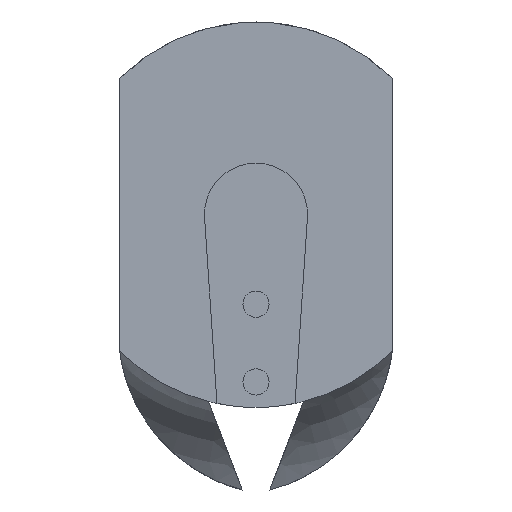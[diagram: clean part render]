
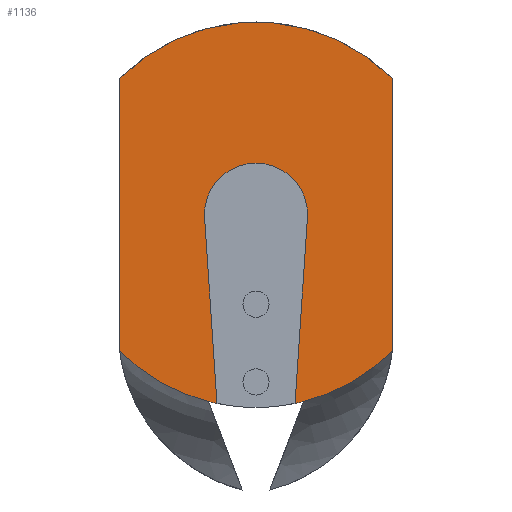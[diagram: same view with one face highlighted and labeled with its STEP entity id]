
A CAD part, left-side view. The second image highlights one B-rep face of the part: STEP entity #1136.
In plain terms, the highlighted planar face has unit normal (-1, 0, 0).
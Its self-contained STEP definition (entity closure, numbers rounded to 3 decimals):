
#112 = DIRECTION ( 'NONE',  ( -1., 0., 0. ) ) ;
#145 = VECTOR ( 'NONE', #1251, 1000. ) ;
#174 = LINE ( 'NONE', #2431, #471 ) ;
#237 = CIRCLE ( 'NONE', #845, 3.75 ) ;
#261 = EDGE_CURVE ( 'NONE', #1563, #1363, #971, .T. ) ;
#328 = EDGE_CURVE ( 'NONE', #632, #1206, #2490, .T. ) ;
#338 = DIRECTION ( 'NONE',  ( -1., 0., 0. ) ) ;
#355 = DIRECTION ( 'NONE',  ( 0., 0., 1. ) ) ;
#362 = ORIENTED_EDGE ( 'NONE', *, *, #1103, .T. ) ;
#370 = DIRECTION ( 'NONE',  ( 0., 0., 1. ) ) ;
#381 = PLANE ( 'NONE',  #2075 ) ;
#383 = DIRECTION ( 'NONE',  ( -1., 0., 0. ) ) ;
#386 = EDGE_CURVE ( 'NONE', #731, #1742, #2172, .T. ) ;
#389 = CARTESIAN_POINT ( 'NONE',  ( -8., 10., 0. ) ) ;
#394 = AXIS2_PLACEMENT_3D ( 'NONE', #796, #383, #1760 ) ;
#403 = DIRECTION ( 'NONE',  ( 0., 0., 1. ) ) ;
#430 = CARTESIAN_POINT ( 'NONE',  ( -8., 12.836, -13.71 ) ) ;
#470 = EDGE_CURVE ( 'NONE', #1363, #1838, #237, .T. ) ;
#471 = VECTOR ( 'NONE', #1806, 1000. ) ;
#500 = CARTESIAN_POINT ( 'NONE',  ( -8., 19.904, 0. ) ) ;
#505 = EDGE_CURVE ( 'NONE', #2492, #731, #625, .T. ) ;
#519 = VERTEX_POINT ( 'NONE', #2475 ) ;
#537 = ORIENTED_EDGE ( 'NONE', *, *, #505, .T. ) ;
#560 = DIRECTION ( 'NONE',  ( -1., 0., 0. ) ) ;
#565 = CARTESIAN_POINT ( 'NONE',  ( -8., 6.25, 0. ) ) ;
#569 = EDGE_LOOP ( 'NONE', ( #2567, #537, #1558, #362, #1711, #1749, #2332, #2496, #2365, #833, #1332 ) ) ;
#587 = AXIS2_PLACEMENT_3D ( 'NONE', #2222, #1215, #2211 ) ;
#602 = CARTESIAN_POINT ( 'NONE',  ( -8., 13.46, -13.566 ) ) ;
#625 = LINE ( 'NONE', #500, #1438 ) ;
#632 = VERTEX_POINT ( 'NONE', #2521 ) ;
#641 = DIRECTION ( 'NONE',  ( 0., -0.067, 0.998 ) ) ;
#688 = EDGE_CURVE ( 'NONE', #1214, #519, #1095, .T. ) ;
#703 = EDGE_CURVE ( 'NONE', #1206, #2492, #850, .T. ) ;
#731 = VERTEX_POINT ( 'NONE', #1413 ) ;
#745 = CARTESIAN_POINT ( 'NONE',  ( -8., 10., 0. ) ) ;
#785 = CARTESIAN_POINT ( 'NONE',  ( -8., 10., 0. ) ) ;
#796 = CARTESIAN_POINT ( 'NONE',  ( -8., 10., 0. ) ) ;
#811 = CARTESIAN_POINT ( 'NONE',  ( -8., 19.904, 9.895 ) ) ;
#824 = EDGE_CURVE ( 'NONE', #1838, #2472, #174, .T. ) ;
#833 = ORIENTED_EDGE ( 'NONE', *, *, #1544, .T. ) ;
#845 = AXIS2_PLACEMENT_3D ( 'NONE', #1301, #112, #1487 ) ;
#850 = CIRCLE ( 'NONE', #1990, 14. ) ;
#888 = EDGE_CURVE ( 'NONE', #1214, #1563, #2486, .T. ) ;
#918 = DIRECTION ( 'NONE',  ( 0., 0., 1. ) ) ;
#971 = CIRCLE ( 'NONE', #587, 3.75 ) ;
#983 = CARTESIAN_POINT ( 'NONE',  ( -8., 10., 0. ) ) ;
#1095 = CIRCLE ( 'NONE', #394, 14. ) ;
#1099 = CARTESIAN_POINT ( 'NONE',  ( -8., 10., 0. ) ) ;
#1103 = EDGE_CURVE ( 'NONE', #1742, #2472, #2322, .T. ) ;
#1136 = ADVANCED_FACE ( 'NONE', ( #2170 ), #381, .T. ) ;
#1206 = VERTEX_POINT ( 'NONE', #1561 ) ;
#1214 = VERTEX_POINT ( 'NONE', #1254 ) ;
#1215 = DIRECTION ( 'NONE',  ( -1., 0., 0. ) ) ;
#1251 = DIRECTION ( 'NONE',  ( 0., 0., 1. ) ) ;
#1254 = CARTESIAN_POINT ( 'NONE',  ( -8., 7.164, -13.71 ) ) ;
#1282 = CARTESIAN_POINT ( 'NONE',  ( -8., 0.096, 0. ) ) ;
#1301 = CARTESIAN_POINT ( 'NONE',  ( -8., 10., 0. ) ) ;
#1332 = ORIENTED_EDGE ( 'NONE', *, *, #328, .T. ) ;
#1350 = DIRECTION ( 'NONE',  ( 0., 0., 1. ) ) ;
#1363 = VERTEX_POINT ( 'NONE', #2264 ) ;
#1413 = CARTESIAN_POINT ( 'NONE',  ( -8., 19.904, -9.895 ) ) ;
#1437 = CARTESIAN_POINT ( 'NONE',  ( -8., 6.267, -0.249 ) ) ;
#1438 = VECTOR ( 'NONE', #1517, 1000. ) ;
#1457 = AXIS2_PLACEMENT_3D ( 'NONE', #745, #560, #1350 ) ;
#1487 = DIRECTION ( 'NONE',  ( 0., 0., 1. ) ) ;
#1490 = CIRCLE ( 'NONE', #2362, 14. ) ;
#1517 = DIRECTION ( 'NONE',  ( 0., 0., -1. ) ) ;
#1544 = EDGE_CURVE ( 'NONE', #519, #632, #1490, .T. ) ;
#1558 = ORIENTED_EDGE ( 'NONE', *, *, #386, .T. ) ;
#1561 = CARTESIAN_POINT ( 'NONE',  ( -8., 0.096, 9.895 ) ) ;
#1563 = VERTEX_POINT ( 'NONE', #565 ) ;
#1572 = DIRECTION ( 'NONE',  ( -1., 0., 0. ) ) ;
#1711 = ORIENTED_EDGE ( 'NONE', *, *, #824, .F. ) ;
#1742 = VERTEX_POINT ( 'NONE', #602 ) ;
#1749 = ORIENTED_EDGE ( 'NONE', *, *, #470, .F. ) ;
#1760 = DIRECTION ( 'NONE',  ( 0., 0., 1. ) ) ;
#1806 = DIRECTION ( 'NONE',  ( 0., -0.067, -0.998 ) ) ;
#1838 = VERTEX_POINT ( 'NONE', #2435 ) ;
#1908 = AXIS2_PLACEMENT_3D ( 'NONE', #1099, #338, #918 ) ;
#1990 = AXIS2_PLACEMENT_3D ( 'NONE', #785, #2165, #403 ) ;
#2075 = AXIS2_PLACEMENT_3D ( 'NONE', #983, #1572, #355 ) ;
#2137 = VECTOR ( 'NONE', #641, 1000. ) ;
#2165 = DIRECTION ( 'NONE',  ( -1., 0., 0. ) ) ;
#2169 = DIRECTION ( 'NONE',  ( -1., 0., 0. ) ) ;
#2170 = FACE_OUTER_BOUND ( 'NONE', #569, .T. ) ;
#2172 = CIRCLE ( 'NONE', #1908, 14. ) ;
#2211 = DIRECTION ( 'NONE',  ( 0., 0., 1. ) ) ;
#2222 = CARTESIAN_POINT ( 'NONE',  ( -8., 10., 0. ) ) ;
#2264 = CARTESIAN_POINT ( 'NONE',  ( -8., 10., 3.75 ) ) ;
#2322 = CIRCLE ( 'NONE', #1457, 14. ) ;
#2332 = ORIENTED_EDGE ( 'NONE', *, *, #261, .F. ) ;
#2362 = AXIS2_PLACEMENT_3D ( 'NONE', #389, #2169, #370 ) ;
#2365 = ORIENTED_EDGE ( 'NONE', *, *, #688, .T. ) ;
#2431 = CARTESIAN_POINT ( 'NONE',  ( -8., 13.75, 0. ) ) ;
#2435 = CARTESIAN_POINT ( 'NONE',  ( -8., 13.75, 0. ) ) ;
#2472 = VERTEX_POINT ( 'NONE', #430 ) ;
#2475 = CARTESIAN_POINT ( 'NONE',  ( -8., 6.54, -13.566 ) ) ;
#2486 = LINE ( 'NONE', #1437, #2137 ) ;
#2490 = LINE ( 'NONE', #1282, #145 ) ;
#2492 = VERTEX_POINT ( 'NONE', #811 ) ;
#2496 = ORIENTED_EDGE ( 'NONE', *, *, #888, .F. ) ;
#2521 = CARTESIAN_POINT ( 'NONE',  ( -8., 0.096, -9.895 ) ) ;
#2567 = ORIENTED_EDGE ( 'NONE', *, *, #703, .T. ) ;
